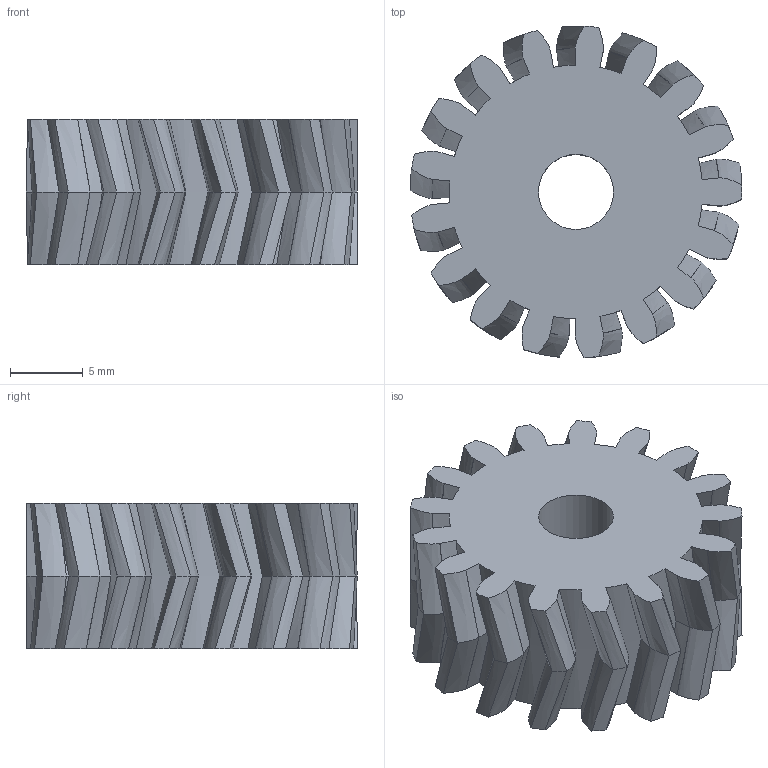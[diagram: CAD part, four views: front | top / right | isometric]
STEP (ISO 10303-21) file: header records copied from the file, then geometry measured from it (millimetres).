
FILE_DESCRIPTION(/* description */ (''),/* implementation_level */ '2;1');
FILE_NAME(/* name */ 'Component7.step',/* time_stamp */ '2026-01-23T10:54:53+05:00',/* author */ (''),/* organization */ (''),/* preprocessor_version */ 'ST-DEVELOPER v20.1',/* originating_system */ 'Autodesk Translation Framework v14.24.0.0',/* authorisation */ '');
FILE_SCHEMA (('AUTOMOTIVE_DESIGN { 1 0 10303 214 3 1 1 }'));
Length unit declared in the file: millimetre
Products named in the file (1): FusionComponent
Bounding box: 22.8 x 22.79 x 10 mm (x, y, z)
Volume: 2764.5 mm3; surface area: 2211.4 mm2
Topology: 1 solids, 1 shells, 260 faces, 669 edges, 412 vertices
Faces by surface type: bspline 238, cylinder 19, plane 3
Full cylindrical faces by diameter (mm): 5.15 x1, 12 x1
Entity records: 36861 total; most frequent: CARTESIAN_POINT 32350, ORIENTED_EDGE 1338, EDGE_CURVE 669, VERTEX_POINT 412, DIRECTION 328, B_SPLINE_CURVE_WITH_KNOTS 272, EDGE_LOOP 263, FACE_OUTER_BOUND 260
